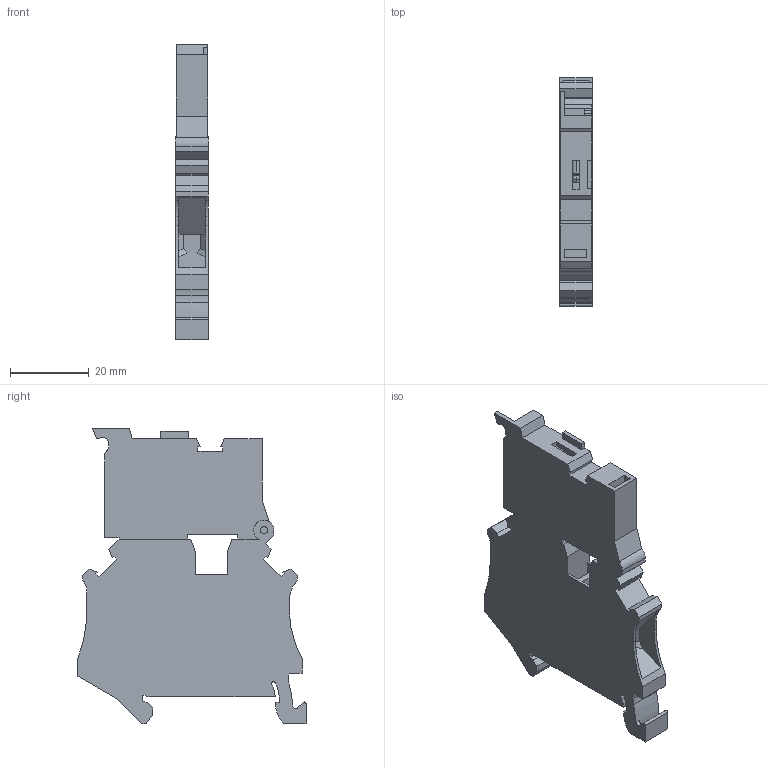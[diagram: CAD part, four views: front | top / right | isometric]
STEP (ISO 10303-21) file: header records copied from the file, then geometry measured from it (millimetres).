
FILE_DESCRIPTION(('STEP AP214'),'1');
FILE_NAME('cctmp_2EEECD89-6DB8-4D1F-BCAB-8646E65FAE7F_2023_07_24_09_30_31_0369..stp','2023-07-24T07:30:31',('SIEMENS A&D'),('CADClick - www.CADClick.com'),'Spatial InterOp 3D postprocessed',' ','unknown authorization');
FILE_SCHEMA(('AUTOMOTIVE_DESIGN'));
Length unit declared in the file: millimetre
Products named in the file (1): 2023_07_24_09_30_31_0360
Bounding box: 8.15 x 57.8 x 74.98 mm (x, y, z)
Volume: 22411.7 mm3; surface area: 10284.3 mm2
Topology: 1 solids, 1 shells, 189 faces, 545 edges, 360 vertices
Faces by surface type: plane 152, cylinder 31, torus 6
Entity records: 7148 total; most frequent: CARTESIAN_POINT 1515, ORIENTED_EDGE 1090, DIRECTION 997, EDGE_CURVE 545, LINE 457, VECTOR 457, VERTEX_POINT 360, AXIS2_PLACEMENT_3D 270
